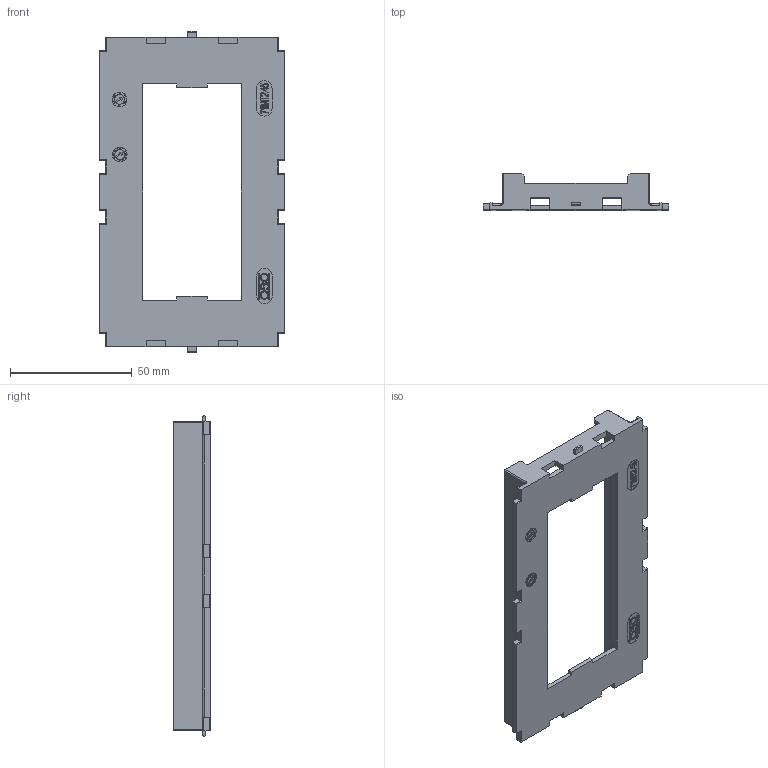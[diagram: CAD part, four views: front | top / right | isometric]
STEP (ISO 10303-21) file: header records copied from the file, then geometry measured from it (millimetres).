
FILE_DESCRIPTION((''),'2;1');
FILE_NAME('6288576','2013-10-07T',('AndreasKeweloh'),(''),'PRO/ENGINEER BY PARAMETRIC TECHNOLOGY CORPORATION, 2012360','PRO/ENGINEER BY PARAMETRIC TECHNOLOGY CORPORATION, 2012360','');
FILE_SCHEMA(('CONFIG_CONTROL_DESIGN'));
Length unit declared in the file: millimetre
Products named in the file (1): 6288576
Bounding box: 76.2 x 15 x 132 mm (x, y, z)
Volume: 24832.2 mm3; surface area: 23083.7 mm2
Topology: 1 solids, 1 shells, 680 faces, 1811 edges, 1174 vertices
Faces by surface type: plane 454, extrusion 148, cylinder 62, sphere 12, torus 4
Entity records: 27758 total; most frequent: CARTESIAN_POINT 11338, ORIENTED_EDGE 3598, DIRECTION 2835, EDGE_CURVE 1799, VECTOR 1515, LINE 1367, VERTEX_POINT 1174, EDGE_LOOP 743
